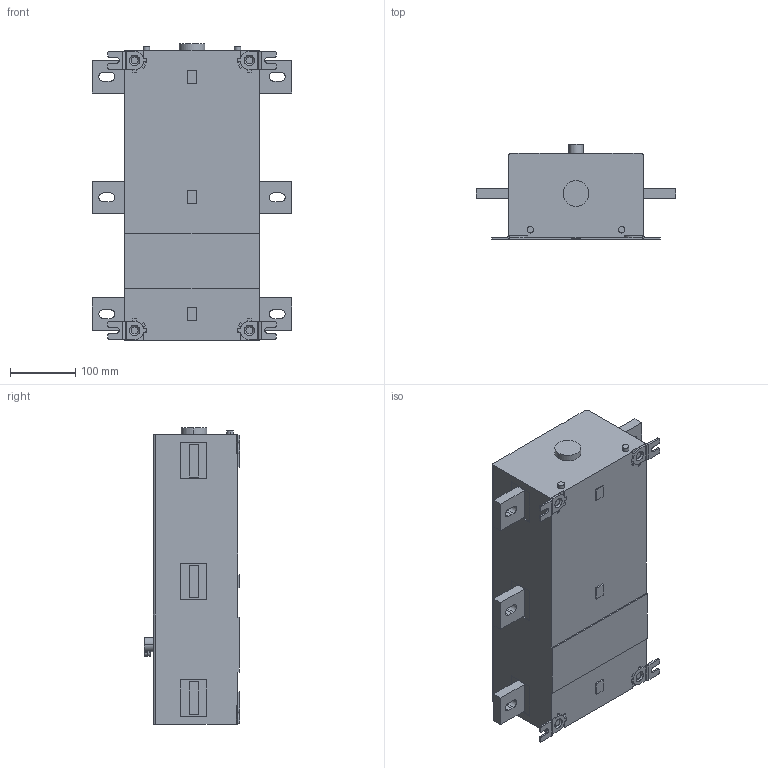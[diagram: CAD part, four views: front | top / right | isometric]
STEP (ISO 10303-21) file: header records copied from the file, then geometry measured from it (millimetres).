
FILE_DESCRIPTION((''),'2;1');
FILE_NAME('OT1000-1250E12W8_IGS','2018-08-21T',('FIALBJO'),(''),'CREO PARAMETRIC BY PTC INC, 2017480','CREO PARAMETRIC BY PTC INC, 2017480','');
FILE_SCHEMA(('AUTOMOTIVE_DESIGN { 1 0 10303 214 1 1 1 1 }'));
Length unit declared in the file: millimetre
Products named in the file (1): OT1000-1250E12W8_IGS
Bounding box: 306 x 145.9 x 454.5 mm (x, y, z)
Volume: 12073820.3 mm3; surface area: 409640.1 mm2
Topology: 1 solids, 1 shells, 389 faces, 1086 edges, 726 vertices
Faces by surface type: plane 234, cylinder 147, cone 8
Entity records: 12919 total; most frequent: CARTESIAN_POINT 2228, DIRECTION 2197, ORIENTED_EDGE 2172, EDGE_CURVE 1086, VECTOR 747, LINE 747, VERTEX_POINT 726, AXIS2_PLACEMENT_3D 725
